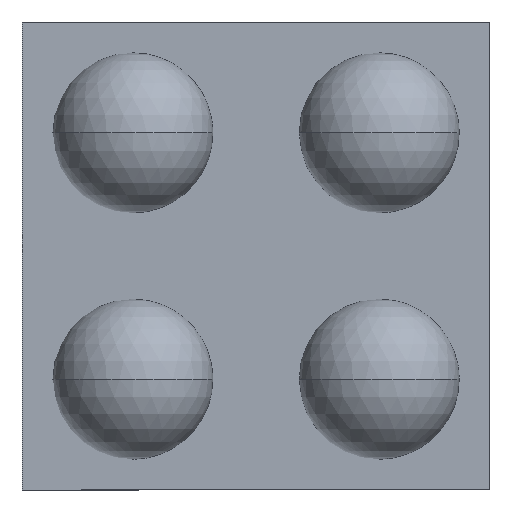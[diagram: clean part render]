
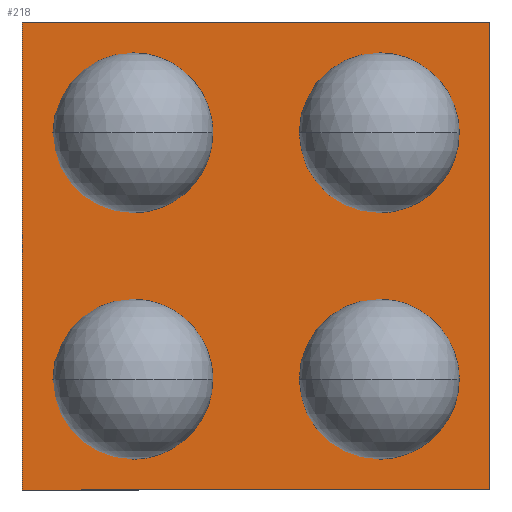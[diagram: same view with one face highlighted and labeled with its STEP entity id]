
A CAD part, front view. The second image highlights one B-rep face of the part: STEP entity #218.
In plain terms, the highlighted planar face has unit normal (0, -1, 0).
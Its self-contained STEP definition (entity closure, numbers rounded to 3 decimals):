
#3 = LINE ( 'NONE', #538, #485 ) ;
#14 = CARTESIAN_POINT ( 'NONE',  ( 0.38, 0.22, 0.38 ) ) ;
#34 = DIRECTION ( 'NONE',  ( 0., 0., 1. ) ) ;
#40 = LINE ( 'NONE', #14, #671 ) ;
#46 = FACE_OUTER_BOUND ( 'NONE', #586, .T. ) ;
#57 = DIRECTION ( 'NONE',  ( -1., 0., 0. ) ) ;
#71 = EDGE_CURVE ( 'NONE', #81, #370, #40, .T. ) ;
#76 = DIRECTION ( 'NONE',  ( 1., 0., 0. ) ) ;
#81 = VERTEX_POINT ( 'NONE', #114 ) ;
#91 = ORIENTED_EDGE ( 'NONE', *, *, #71, .T. ) ;
#114 = CARTESIAN_POINT ( 'NONE',  ( 0.38, 0.22, 0.38 ) ) ;
#115 = ORIENTED_EDGE ( 'NONE', *, *, #432, .T. ) ;
#126 = CARTESIAN_POINT ( 'NONE',  ( 0.38, 0.22, -0.38 ) ) ;
#131 = PLANE ( 'NONE',  #642 ) ;
#187 = CARTESIAN_POINT ( 'NONE',  ( -0.38, 0.22, -0.38 ) ) ;
#212 = VERTEX_POINT ( 'NONE', #187 ) ;
#218 = ADVANCED_FACE ( 'NONE', ( #46 ), #131, .F. ) ;
#238 = CARTESIAN_POINT ( 'NONE',  ( 0., 0.22, 0. ) ) ;
#248 = LINE ( 'NONE', #404, #536 ) ;
#370 = VERTEX_POINT ( 'NONE', #553 ) ;
#404 = CARTESIAN_POINT ( 'NONE',  ( -0.38, 0.22, 0.38 ) ) ;
#406 = ORIENTED_EDGE ( 'NONE', *, *, #609, .T. ) ;
#423 = DIRECTION ( 'NONE',  ( 0., 1., 0. ) ) ;
#432 = EDGE_CURVE ( 'NONE', #370, #212, #248, .T. ) ;
#480 = VERTEX_POINT ( 'NONE', #559 ) ;
#485 = VECTOR ( 'NONE', #487, 1000. ) ;
#487 = DIRECTION ( 'NONE',  ( 0., 0., 1. ) ) ;
#529 = VECTOR ( 'NONE', #76, 1000. ) ;
#536 = VECTOR ( 'NONE', #667, 1000. ) ;
#538 = CARTESIAN_POINT ( 'NONE',  ( 0.38, 0.22, 0.38 ) ) ;
#540 = LINE ( 'NONE', #126, #529 ) ;
#553 = CARTESIAN_POINT ( 'NONE',  ( -0.38, 0.22, 0.38 ) ) ;
#559 = CARTESIAN_POINT ( 'NONE',  ( 0.38, 0.22, -0.38 ) ) ;
#586 = EDGE_LOOP ( 'NONE', ( #115, #406, #678, #91 ) ) ;
#609 = EDGE_CURVE ( 'NONE', #212, #480, #540, .T. ) ;
#642 = AXIS2_PLACEMENT_3D ( 'NONE', #238, #423, #34 ) ;
#665 = EDGE_CURVE ( 'NONE', #480, #81, #3, .T. ) ;
#667 = DIRECTION ( 'NONE',  ( 0., 0., -1. ) ) ;
#671 = VECTOR ( 'NONE', #57, 1000. ) ;
#678 = ORIENTED_EDGE ( 'NONE', *, *, #665, .T. ) ;
